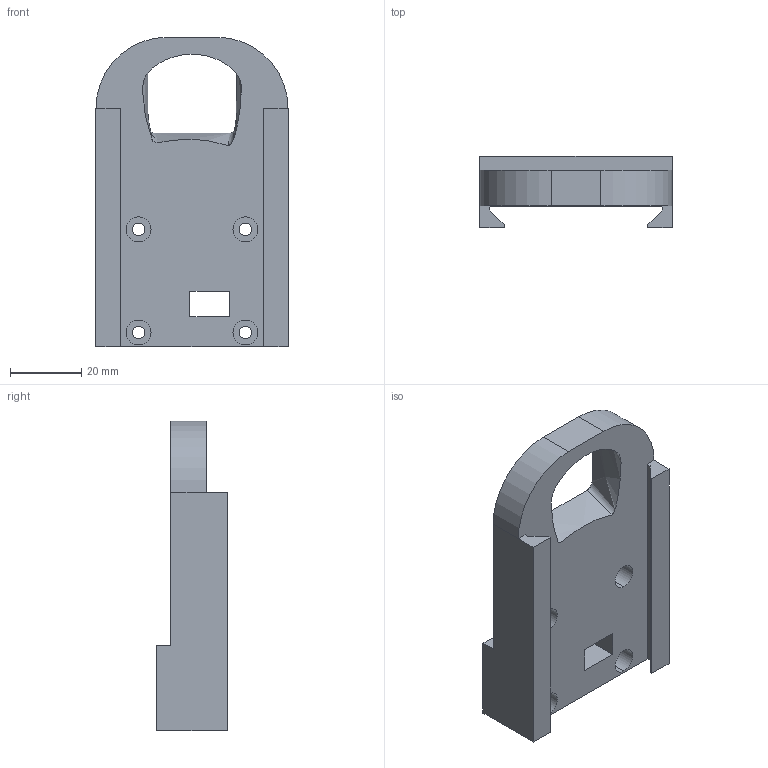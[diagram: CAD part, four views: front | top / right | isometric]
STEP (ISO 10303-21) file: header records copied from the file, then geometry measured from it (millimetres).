
FILE_DESCRIPTION (( 'STEP AP203' ), '1' );
FILE_NAME ('lejek.STEP', '2025-02-12T23:50:05', ( '' ), ( '' ), 'SwSTEP 2.0', 'SolidWorks 2024', '' );
FILE_SCHEMA (( 'CONFIG_CONTROL_DESIGN' ));
Length unit declared in the file: millimetre
Products named in the file (1): lejek
Bounding box: 54 x 19.95 x 87 mm (x, y, z)
Volume: 45897.2 mm3; surface area: 15699.1 mm2
Topology: 1 solids, 1 shells, 46 faces, 124 edges, 84 vertices
Faces by surface type: plane 26, cylinder 18, bspline 2
Entity records: 1711 total; most frequent: CARTESIAN_POINT 431, ORIENTED_EDGE 248, DIRECTION 244, EDGE_CURVE 124, VERTEX_POINT 84, LINE 82, VECTOR 82, AXIS2_PLACEMENT_3D 81
